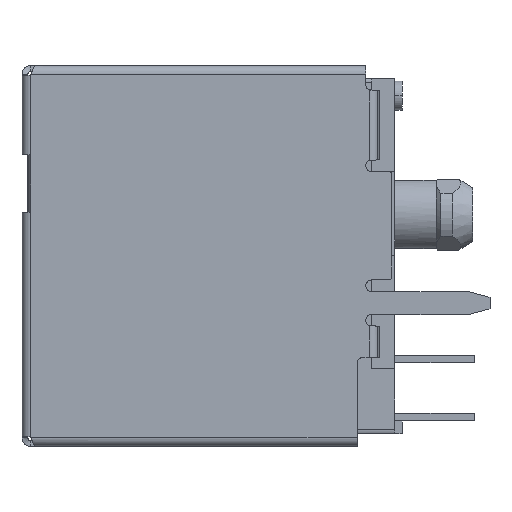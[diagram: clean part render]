
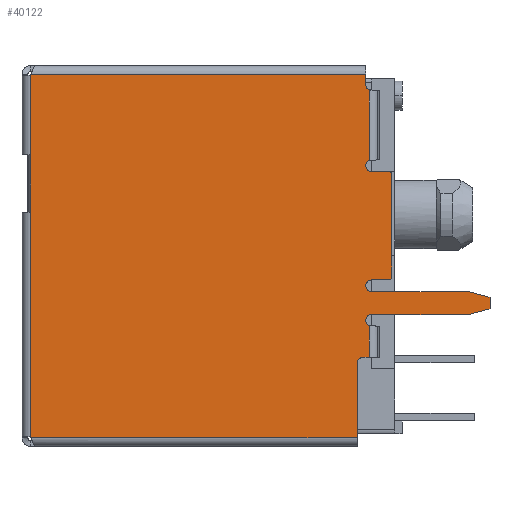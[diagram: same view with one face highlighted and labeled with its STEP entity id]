
A CAD part, left-side view. The second image highlights one B-rep face of the part: STEP entity #40122.
In plain terms, the highlighted planar face has unit normal (-1, 0, 0).
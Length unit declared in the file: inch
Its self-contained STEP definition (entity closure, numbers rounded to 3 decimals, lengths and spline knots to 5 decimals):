
#35894=DIRECTION('',(0.,0.,
-1.));
#35895=VECTOR('',#35894,0.13776);
#35896=CARTESIAN_POINT('',(-0.315,0.643,
0.24176));
#35897=LINE('',#35896,#35895);
#35902=CARTESIAN_POINT('',(-0.315,0.053,0.085));
#35903=DIRECTION('',(1.,0.,0.));
#35904=DIRECTION('',(0.,0.,-1.));
#35905=AXIS2_PLACEMENT_3D('',#35902,#35903,#35904);
#35907=CARTESIAN_POINT('',(-0.315,0.023,0.07));
#35908=DIRECTION('',(-1.,0.,0.));
#35909=DIRECTION('',(0.,-1.,0.));
#35910=AXIS2_PLACEMENT_3D('',#35907,#35908,#35909);
#35912=CARTESIAN_POINT('',(-0.315,0.023,-0.108));
#35913=DIRECTION('',(-1.,0.,0.));
#35914=DIRECTION('',(0.,0.,-1.));
#35915=AXIS2_PLACEMENT_3D('',#35912,#35913,#35914);
#35917=CARTESIAN_POINT('',(-0.315,0.053,-0.123));
#35918=DIRECTION('',(1.,0.,0.));
#35919=DIRECTION('',(0.,0.,-1.));
#35920=AXIS2_PLACEMENT_3D('',#35917,#35918,#35919);
#35922=DIRECTION('',(0.,1.,0.));
#35923=VECTOR('',#35922,0.16768);
#35924=CARTESIAN_POINT('',(-0.315,-0.11468,-0.133));
#35925=LINE('',#35924,#35923);
#35926=DIRECTION('',(0.,0.966,0.259));
#35927=VECTOR('',#35926,0.03864);
#35928=CARTESIAN_POINT('',(-0.315,-0.152,-0.143));
#35929=LINE('',#35928,#35927);
#35930=DIRECTION('',(0.,-0.966,0.259));
#35931=VECTOR('',#35930,0.03864);
#35932=CARTESIAN_POINT('',(-0.315,-0.11468,-0.173));
#35933=LINE('',#35932,#35931);
#35934=CARTESIAN_POINT('',(-0.315,0.053,-0.183));
#35935=DIRECTION('',(1.,0.,0.));
#35936=DIRECTION('',(0.,0.42,-0.908));
#35937=AXIS2_PLACEMENT_3D('',#35934,#35935,#35936);
#35939=CARTESIAN_POINT('',(-0.315,0.068,-0.257));
#35940=DIRECTION('',(1.,0.,0.));
#35941=DIRECTION('',(0.,1.,0.));
#35942=AXIS2_PLACEMENT_3D('',#35939,#35940,#35941);
#35944=CARTESIAN_POINT('',(-0.315,0.648,-0.391));
#35945=DIRECTION('',(1.,0.,0.));
#35946=DIRECTION('',(0.,-0.625,0.781));
#35947=AXIS2_PLACEMENT_3D('',#35944,#35945,#35946);
#35949=CARTESIAN_POINT('',(-0.315,0.648,0.248));
#35950=DIRECTION('',(1.,0.,0.));
#35951=DIRECTION('',(0.,-0.781,-0.625));
#35952=AXIS2_PLACEMENT_3D('',#35949,#35950,#35951);
#35954=CARTESIAN_POINT('',(-0.315,0.053,0.225));
#35955=DIRECTION('',(1.,0.,0.));
#35956=DIRECTION('',(0.,0.42,-0.908));
#35957=AXIS2_PLACEMENT_3D('',#35954,#35955,#35956);
#36032=DIRECTION('',(0.,0.,-1.));
#36033=VECTOR('',#36032,0.02);
#36034=CARTESIAN_POINT('',(-0.315,-0.152,-0.143));
#36035=LINE('',#36034,#36033);
#36048=DIRECTION('',(0.,1.,0.));
#36049=VECTOR('',#36048,0.16768);
#36050=CARTESIAN_POINT('',(-0.315,-0.11468,-0.173));
#36051=LINE('',#36050,#36049);
#36113=DIRECTION('',(0.,-1.,0.));
#36114=VECTOR('',#36113,0.0108);
#36115=CARTESIAN_POINT('',(-0.315,0.068,-0.247));
#36116=LINE('',#36115,#36114);
#36129=DIRECTION('',(0.,0.,1.));
#36130=VECTOR('',#36129,0.129);
#36131=CARTESIAN_POINT('',(-0.315,0.078,-0.386));
#36132=LINE('',#36131,#36130);
#36300=DIRECTION('',(0.,0.,-1.));
#36301=VECTOR('',#36300,0.38876);
#36302=CARTESIAN_POINT('',(-0.315,0.64295,0.004));
#36303=LINE('',#36302,#36301);
#37256=DIRECTION('',(0.,-1.,0.));
#37257=VECTOR('',#37256,0.56376);
#37258=CARTESIAN_POINT('',(-0.315,0.64176,-0.386));
#37259=LINE('',#37258,#37257);
#37332=DIRECTION('',(0.,0.,1.));
#37333=VECTOR('',#37332,0.05492);
#37334=CARTESIAN_POINT('',(-0.315,0.0572,-0.247));
#37335=LINE('',#37334,#37333);
#37376=DIRECTION('',(0.,1.,0.));
#37377=VECTOR('',#37376,0.03);
#37378=CARTESIAN_POINT('',(-0.315,0.023,-0.113));
#37379=LINE('',#37378,#37377);
#37392=DIRECTION('',(0.,0.,-1.));
#37393=VECTOR('',#37392,0.178);
#37394=CARTESIAN_POINT('',(-0.315,0.018,0.07));
#37395=LINE('',#37394,#37393);
#37408=DIRECTION('',(0.,-1.,0.));
#37409=VECTOR('',#37408,0.03);
#37410=CARTESIAN_POINT('',(-0.315,0.053,0.075));
#37411=LINE('',#37410,#37409);
#37458=DIRECTION('',(0.,0.,1.));
#37459=VECTOR('',#37458,0.12185);
#37460=CARTESIAN_POINT('',(-0.315,0.0572,0.09408));
#37461=LINE('',#37460,#37459);
#37514=DIRECTION('',(0.,0.,1.));
#37515=VECTOR('',#37514,0.018);
#37516=CARTESIAN_POINT('',(-0.315,0.063,0.225));
#37517=LINE('',#37516,#37515);
#37719=DIRECTION('',(0.,1.,0.));
#37720=VECTOR('',#37719,0.57876);
#37721=CARTESIAN_POINT('',(-0.315,0.063,0.243));
#37722=LINE('',#37721,#37720);
#37781=DIRECTION('',(0.,0.,-1.));
#37782=VECTOR('',#37781,0.1);
#37783=CARTESIAN_POINT('',(-0.315,0.64295,0.104));
#37784=LINE('',#37783,#37782);
#38092=CARTESIAN_POINT('',(-0.315,0.64295,0.004));
#38094=VERTEX_POINT('',#38092);
#38096=CARTESIAN_POINT('',(-0.315,0.64295,0.104));
#38098=VERTEX_POINT('',#38096);
#38497=CARTESIAN_POINT('',(-0.315,0.643,
0.24176));
#38499=VERTEX_POINT('',#38497);
#38500=CARTESIAN_POINT('',(-0.315,0.64176,0.243));
#38501=VERTEX_POINT('',#38500);
#38550=CARTESIAN_POINT('',(-0.315,0.053,-0.113));
#38551=VERTEX_POINT('',#38550);
#38552=CARTESIAN_POINT('',(-0.315,0.053,-0.133));
#38553=VERTEX_POINT('',#38552);
#38554=CARTESIAN_POINT('',(-0.315,-0.11468,-0.133));
#38555=VERTEX_POINT('',#38554);
#38556=CARTESIAN_POINT('',(-0.315,0.053,0.075));
#38557=CARTESIAN_POINT('',(-0.315,0.0572,0.09408));
#38558=VERTEX_POINT('',#38556);
#38559=VERTEX_POINT('',#38557);
#38560=CARTESIAN_POINT('',(-0.315,0.023,0.075));
#38561=VERTEX_POINT('',#38560);
#38562=CARTESIAN_POINT('',(-0.315,0.018,0.07));
#38563=VERTEX_POINT('',#38562);
#38564=CARTESIAN_POINT('',(-0.315,0.018,-0.108));
#38565=VERTEX_POINT('',#38564);
#38566=CARTESIAN_POINT('',(-0.315,0.023,-0.113));
#38567=VERTEX_POINT('',#38566);
#38568=CARTESIAN_POINT('',(-0.315,-0.152,-0.143));
#38569=VERTEX_POINT('',#38568);
#38570=CARTESIAN_POINT('',(-0.315,-0.152,-0.163));
#38571=VERTEX_POINT('',#38570);
#38572=CARTESIAN_POINT('',(-0.315,-0.11468,-0.173));
#38573=VERTEX_POINT('',#38572);
#38574=CARTESIAN_POINT('',(-0.315,0.053,-0.173));
#38575=VERTEX_POINT('',#38574);
#38576=CARTESIAN_POINT('',(-0.315,0.0572,-0.19208));
#38577=VERTEX_POINT('',#38576);
#38578=CARTESIAN_POINT('',(-0.315,0.0572,-0.247));
#38579=VERTEX_POINT('',#38578);
#38580=CARTESIAN_POINT('',(-0.315,0.068,-0.247));
#38581=VERTEX_POINT('',#38580);
#38582=CARTESIAN_POINT('',(-0.315,0.078,-0.257));
#38583=VERTEX_POINT('',#38582);
#38584=CARTESIAN_POINT('',(-0.315,0.078,-0.386));
#38585=VERTEX_POINT('',#38584);
#38586=CARTESIAN_POINT('',(-0.315,0.64176,-0.386));
#38587=VERTEX_POINT('',#38586);
#38588=CARTESIAN_POINT('',(-0.315,0.643,-0.38476));
#38589=VERTEX_POINT('',#38588);
#38590=CARTESIAN_POINT('',(-0.315,0.063,0.243));
#38591=VERTEX_POINT('',#38590);
#38592=CARTESIAN_POINT('',(-0.315,0.063,0.225));
#38593=VERTEX_POINT('',#38592);
#38594=CARTESIAN_POINT('',(-0.315,0.0572,0.21592));
#38595=VERTEX_POINT('',#38594);
#40062=CARTESIAN_POINT('',(-0.315,0.2455,-0.0715));
#40063=DIRECTION('',(1.,0.,0.));
#40064=DIRECTION('',(0.,0.,1.));
#40065=AXIS2_PLACEMENT_3D('',#40062,#40063,#40064);
#40066=PLANE('',#40065);
#40068=ORIENTED_EDGE('',*,*,#40067,.F.);
#40070=ORIENTED_EDGE('',*,*,#40069,.T.);
#40072=ORIENTED_EDGE('',*,*,#40071,.F.);
#40074=ORIENTED_EDGE('',*,*,#40073,.T.);
#40076=ORIENTED_EDGE('',*,*,#40075,.F.);
#40078=ORIENTED_EDGE('',*,*,#40077,.T.);
#40080=ORIENTED_EDGE('',*,*,#40079,.F.);
#40082=ORIENTED_EDGE('',*,*,#40081,.F.);
#40084=ORIENTED_EDGE('',*,*,#40083,.F.);
#40086=ORIENTED_EDGE('',*,*,#40085,.T.);
#40088=ORIENTED_EDGE('',*,*,#40087,.F.);
#40090=ORIENTED_EDGE('',*,*,#40089,.T.);
#40092=ORIENTED_EDGE('',*,*,#40091,.F.);
#40094=ORIENTED_EDGE('',*,*,#40093,.F.);
#40096=ORIENTED_EDGE('',*,*,#40095,.F.);
#40098=ORIENTED_EDGE('',*,*,#40097,.F.);
#40100=ORIENTED_EDGE('',*,*,#40099,.F.);
#40102=ORIENTED_EDGE('',*,*,#40101,.F.);
#40104=ORIENTED_EDGE('',*,*,#40103,.F.);
#40106=ORIENTED_EDGE('',*,*,#40105,.F.);
#40108=ORIENTED_EDGE('',*,*,#40107,.F.);
#40109=ORIENTED_EDGE('',*,*,#40052,.F.);
#40111=ORIENTED_EDGE('',*,*,#40110,.F.);
#40113=ORIENTED_EDGE('',*,*,#40112,.F.);
#40115=ORIENTED_EDGE('',*,*,#40114,.F.);
#40117=ORIENTED_EDGE('',*,*,#40116,.F.);
#40119=ORIENTED_EDGE('',*,*,#40118,.F.);
#40120=EDGE_LOOP('',(#40068,#40070,#40072,#40074,#40076,#40078,#40080,#40082,
#40084,#40086,#40088,#40090,#40092,#40094,#40096,#40098,#40100,#40102,#40104,
#40106,#40108,#40109,#40111,#40113,#40115,#40117,#40119));
#40121=FACE_OUTER_BOUND('',#40120,.F.);
#40122=ADVANCED_FACE('',(#40121),#40066,.F.);
#35906=CIRCLE('',#35905,0.01);
#35911=CIRCLE('',#35910,0.005);
#35916=CIRCLE('',#35915,0.005);
#35921=CIRCLE('',#35920,0.01);
#35938=CIRCLE('',#35937,0.01);
#35943=CIRCLE('',#35942,0.01);
#35948=CIRCLE('',#35947,0.008);
#35953=CIRCLE('',#35952,0.008);
#35958=CIRCLE('',#35957,0.01);
#40052=EDGE_CURVE('',#38499,#38098,#35897,.T.);
#40067=EDGE_CURVE('',#38558,#38559,#35906,.T.);
#40069=EDGE_CURVE('',#38558,#38561,#37411,.T.);
#40071=EDGE_CURVE('',#38563,#38561,#35911,.T.);
#40073=EDGE_CURVE('',#38563,#38565,#37395,.T.);
#40075=EDGE_CURVE('',#38567,#38565,#35916,.T.);
#40077=EDGE_CURVE('',#38567,#38551,#37379,.T.);
#40079=EDGE_CURVE('',#38553,#38551,#35921,.T.);
#40081=EDGE_CURVE('',#38555,#38553,#35925,.T.);
#40083=EDGE_CURVE('',#38569,#38555,#35929,.T.);
#40085=EDGE_CURVE('',#38569,#38571,#36035,.T.);
#40087=EDGE_CURVE('',#38573,#38571,#35933,.T.);
#40089=EDGE_CURVE('',#38573,#38575,#36051,.T.);
#40091=EDGE_CURVE('',#38577,#38575,#35938,.T.);
#40093=EDGE_CURVE('',#38579,#38577,#37335,.T.);
#40095=EDGE_CURVE('',#38581,#38579,#36116,.T.);
#40097=EDGE_CURVE('',#38583,#38581,#35943,.T.);
#40099=EDGE_CURVE('',#38585,#38583,#36132,.T.);
#40101=EDGE_CURVE('',#38587,#38585,#37259,.T.);
#40103=EDGE_CURVE('',#38589,#38587,#35948,.T.);
#40105=EDGE_CURVE('',#38094,#38589,#36303,.T.);
#40107=EDGE_CURVE('',#38098,#38094,#37784,.T.);
#40110=EDGE_CURVE('',#38501,#38499,#35953,.T.);
#40112=EDGE_CURVE('',#38591,#38501,#37722,.T.);
#40114=EDGE_CURVE('',#38593,#38591,#37517,.T.);
#40116=EDGE_CURVE('',#38595,#38593,#35958,.T.);
#40118=EDGE_CURVE('',#38559,#38595,#37461,.T.);
